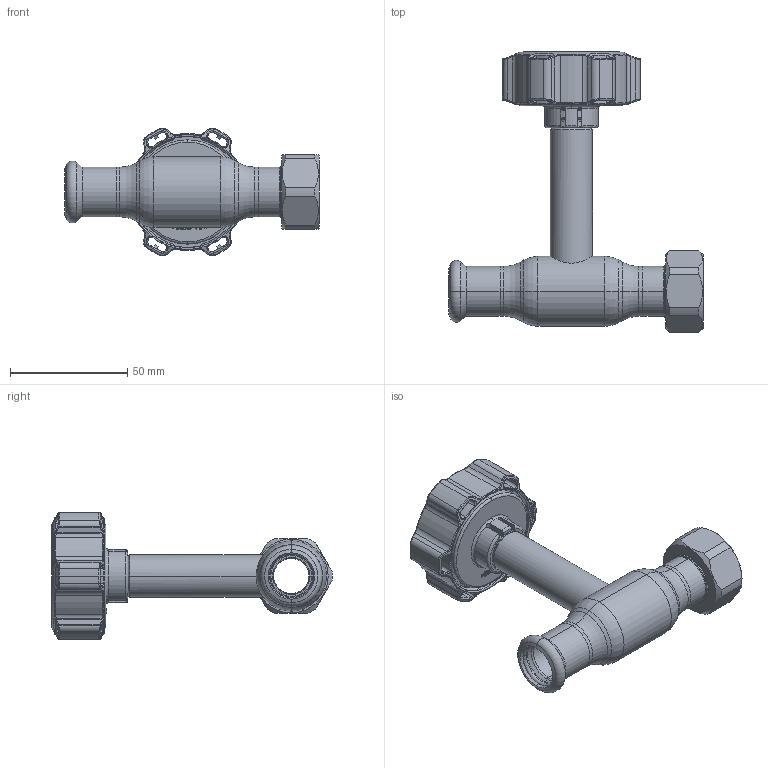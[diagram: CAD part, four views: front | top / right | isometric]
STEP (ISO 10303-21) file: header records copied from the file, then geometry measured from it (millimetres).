
FILE_DESCRIPTION (( 'STEP AP214' ), '1' );
FILE_NAME ('2015001401-0200.step', '2023-12-12T08:52:43', ( '' ), ( '' ), 'SwSTEP 2.0', 'SolidWorks 2021', '' );
FILE_SCHEMA (( 'AUTOMOTIVE_DESIGN' ));
Length unit declared in the file: millimetre
Products named in the file (1): 2015001401-0200
Bounding box: 108.5 x 119.79 x 54.57 mm (x, y, z)
Surface area: 32207.2 mm2 (no closed solid volume)
Topology: 0 solids, 12 shells, 568 faces, 1654 edges, 1068 vertices
Faces by surface type: bspline 176, cylinder 142, plane 105, torus 83, cone 62
Entity records: 34770 total; most frequent: CARTESIAN_POINT 15220, ORIENTED_EDGE 2932, DIRECTION 2363, EDGE_CURVE 1652, VERTEX_POINT 1068, AXIS2_PLACEMENT_3D 952, EDGE_LOOP 604, B_SPLINE_CURVE_WITH_KNOTS 600
